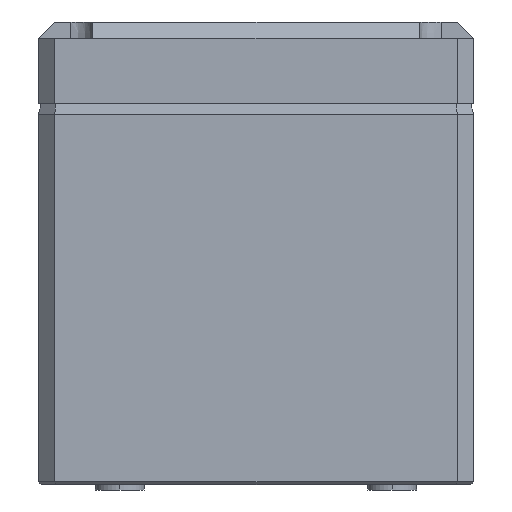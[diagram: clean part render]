
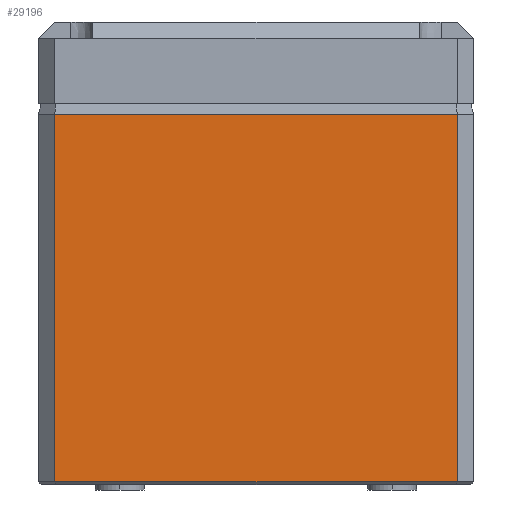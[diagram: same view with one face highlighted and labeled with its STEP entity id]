
A CAD part, left-side view. The second image highlights one B-rep face of the part: STEP entity #29196.
In plain terms, the highlighted planar face has unit normal (-1, 0, 0).
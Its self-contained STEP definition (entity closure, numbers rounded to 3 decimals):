
#13516=DIRECTION('',(0.,0.,1.));
#13517=VECTOR('',#13516,67.5);
#13518=CARTESIAN_POINT('',(-80.,-37.,-69.5));
#13519=LINE('',#13518,#13517);
#13558=DIRECTION('',(0.,1.,0.));
#13559=VECTOR('',#13558,74.);
#13560=CARTESIAN_POINT('',(-80.,-37.,-69.5));
#13561=LINE('',#13560,#13559);
#13586=DIRECTION('',(0.,0.,1.));
#13587=VECTOR('',#13586,67.5);
#13588=CARTESIAN_POINT('',(-80.,37.,-69.5));
#13589=LINE('',#13588,#13587);
#13614=DIRECTION('',(0.,1.,0.));
#13615=VECTOR('',#13614,74.);
#13616=CARTESIAN_POINT('',(-80.,-37.,-2.));
#13617=LINE('',#13616,#13615);
#13692=CARTESIAN_POINT('',(-80.,37.,-69.5));
#13694=VERTEX_POINT('',#13692);
#13701=CARTESIAN_POINT('',(-80.,-37.,-69.5));
#13703=VERTEX_POINT('',#13701);
#13757=CARTESIAN_POINT('',(-80.,-37.,-2.));
#13759=VERTEX_POINT('',#13757);
#13764=CARTESIAN_POINT('',(-80.,37.,-2.));
#13766=VERTEX_POINT('',#13764);
#29184=CARTESIAN_POINT('',(-80.,40.,0.));
#29185=DIRECTION('',(-1.,0.,0.));
#29186=DIRECTION('',(0.,-1.,0.));
#29187=AXIS2_PLACEMENT_3D('',#29184,#29185,#29186);
#29188=PLANE('',#29187);
#29190=ORIENTED_EDGE('',*,*,#29189,.F.);
#29191=ORIENTED_EDGE('',*,*,#29123,.F.);
#29192=ORIENTED_EDGE('',*,*,#29151,.T.);
#29193=ORIENTED_EDGE('',*,*,#29175,.T.);
#29194=EDGE_LOOP('',(#29190,#29191,#29192,#29193));
#29195=FACE_OUTER_BOUND('',#29194,.F.);
#29196=ADVANCED_FACE('',(#29195),#29188,.T.);
#29123=EDGE_CURVE('',#13703,#13759,#13519,.T.);
#29151=EDGE_CURVE('',#13703,#13694,#13561,.T.);
#29175=EDGE_CURVE('',#13694,#13766,#13589,.T.);
#29189=EDGE_CURVE('',#13759,#13766,#13617,.T.);
